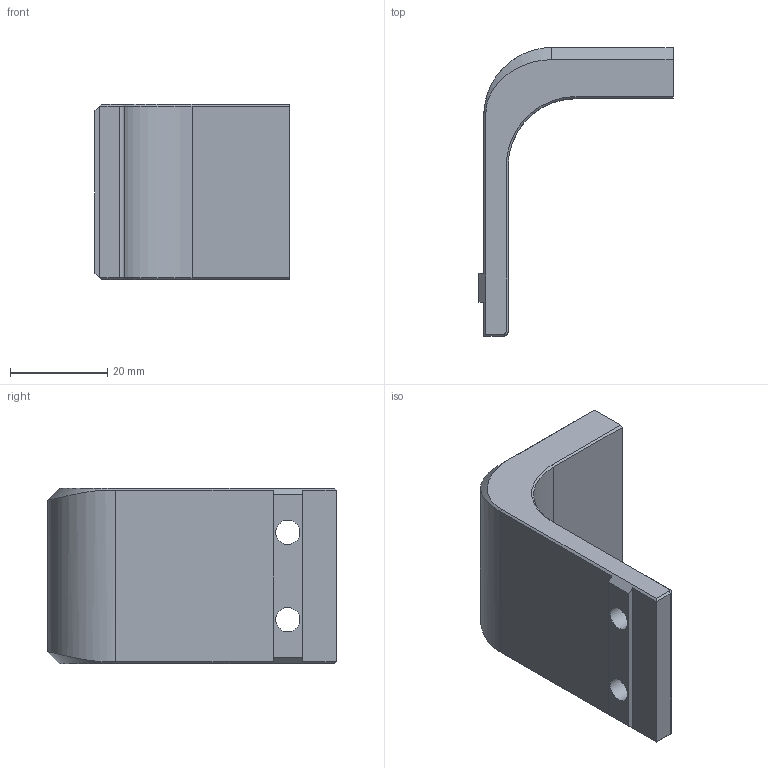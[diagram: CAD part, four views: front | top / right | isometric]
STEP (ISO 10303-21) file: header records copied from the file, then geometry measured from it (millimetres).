
FILE_DESCRIPTION(/* description */ (''),/* implementation_level */ '2;1');
FILE_NAME(/* name */ 'Klicky_Archetype_Small_v3.step',/* time_stamp */ '2024-04-06T07:05:20-04:00',/* author */ (''),/* organization */ (''),/* preprocessor_version */ 'ST-DEVELOPER v20',/* originating_system */ 'Autodesk Translation Framework v12.20.1.177',/* authorisation */ '');
FILE_SCHEMA (('AUTOMOTIVE_DESIGN { 1 0 10303 214 3 1 1 }'));
Length unit declared in the file: millimetre
Products named in the file (1): Klicky_Archetype_Small
Bounding box: 40 x 59.5 x 36.23 mm (x, y, z)
Volume: 23116 mm3; surface area: 8307.2 mm2
Topology: 1 solids, 1 shells, 53 faces, 121 edges, 76 vertices
Faces by surface type: plane 38, cylinder 9, cone 4, bspline 2
Full cylindrical faces by diameter (mm): 3.4 x2, 4.7 x2, 5 x2
Entity records: 1594 total; most frequent: CARTESIAN_POINT 355, ORIENTED_EDGE 242, DIRECTION 241, EDGE_CURVE 121, LINE 97, VECTOR 97, VERTEX_POINT 76, AXIS2_PLACEMENT_3D 72
